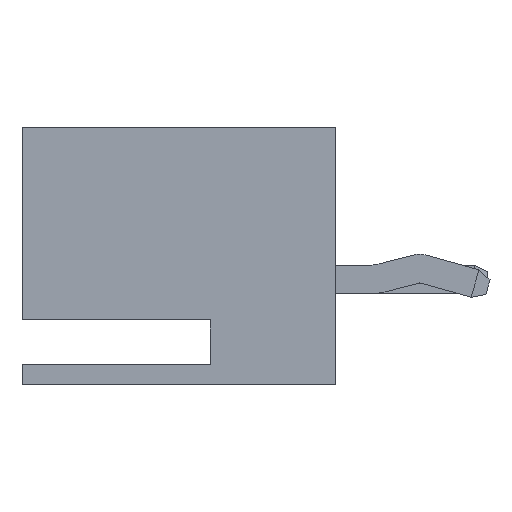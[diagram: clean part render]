
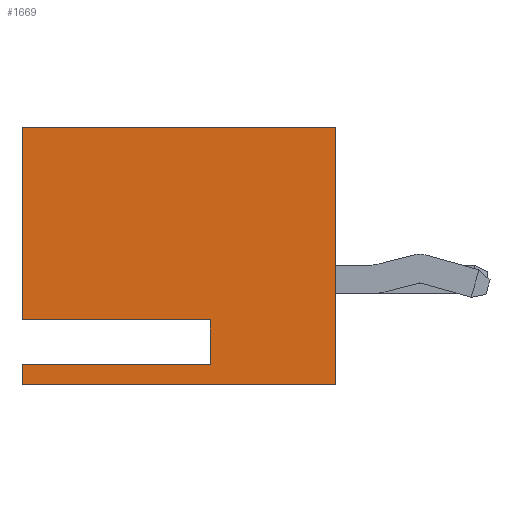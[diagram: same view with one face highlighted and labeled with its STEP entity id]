
A CAD part, left-side view. The second image highlights one B-rep face of the part: STEP entity #1669.
In plain terms, the highlighted planar face has unit normal (-1, 0, 0).
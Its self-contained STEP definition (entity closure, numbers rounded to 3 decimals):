
#55 = PLANE('',#56);
#56 = AXIS2_PLACEMENT_3D('',#57,#58,#59);
#57 = CARTESIAN_POINT('',(0.,0.,-2.875));
#58 = DIRECTION('',(0.,0.,1.));
#59 = DIRECTION('',(1.,0.,-0.));
#192 = VERTEX_POINT('',#193);
#193 = CARTESIAN_POINT('',(-5.,3.5,-2.875));
#207 = PLANE('',#208);
#208 = AXIS2_PLACEMENT_3D('',#209,#210,#211);
#209 = CARTESIAN_POINT('',(5.,3.5,-2.875));
#210 = DIRECTION('',(0.,1.,0.));
#211 = DIRECTION('',(-1.,0.,0.));
#219 = EDGE_CURVE('',#192,#220,#222,.T.);
#220 = VERTEX_POINT('',#221);
#221 = CARTESIAN_POINT('',(-5.,-3.5,-2.875));
#222 = SURFACE_CURVE('',#223,(#227,#234),.PCURVE_S1.);
#223 = LINE('',#224,#225);
#224 = CARTESIAN_POINT('',(-5.,3.5,-2.875));
#225 = VECTOR('',#226,1.);
#226 = DIRECTION('',(0.,-1.,0.));
#227 = PCURVE('',#55,#228);
#228 = DEFINITIONAL_REPRESENTATION('',(#229),#233);
#229 = LINE('',#230,#231);
#230 = CARTESIAN_POINT('',(-5.,3.5));
#231 = VECTOR('',#232,1.);
#232 = DIRECTION('',(0.,-1.));
#233 = ( GEOMETRIC_REPRESENTATION_CONTEXT(2) 
PARAMETRIC_REPRESENTATION_CONTEXT() REPRESENTATION_CONTEXT('2D SPACE',''
  ) );
#234 = PCURVE('',#235,#240);
#235 = PLANE('',#236);
#236 = AXIS2_PLACEMENT_3D('',#237,#238,#239);
#237 = CARTESIAN_POINT('',(-5.,3.5,-2.875));
#238 = DIRECTION('',(-1.,0.,0.));
#239 = DIRECTION('',(0.,-1.,0.));
#240 = DEFINITIONAL_REPRESENTATION('',(#241),#245);
#241 = LINE('',#242,#243);
#242 = CARTESIAN_POINT('',(0.,0.));
#243 = VECTOR('',#244,1.);
#244 = DIRECTION('',(1.,0.));
#245 = ( GEOMETRIC_REPRESENTATION_CONTEXT(2) 
PARAMETRIC_REPRESENTATION_CONTEXT() REPRESENTATION_CONTEXT('2D SPACE',''
  ) );
#263 = PLANE('',#264);
#264 = AXIS2_PLACEMENT_3D('',#265,#266,#267);
#265 = CARTESIAN_POINT('',(-5.,-3.5,-2.875));
#266 = DIRECTION('',(0.,-1.,0.));
#267 = DIRECTION('',(1.,0.,0.));
#904 = PLANE('',#905);
#905 = AXIS2_PLACEMENT_3D('',#906,#907,#908);
#906 = CARTESIAN_POINT('',(4.7,3.5,-2.425));
#907 = DIRECTION('',(0.,0.,-1.));
#908 = DIRECTION('',(-1.,0.,0.));
#951 = PLANE('',#952);
#952 = AXIS2_PLACEMENT_3D('',#953,#954,#955);
#953 = CARTESIAN_POINT('',(5.,3.5,-2.875));
#954 = DIRECTION('',(0.,1.,0.));
#955 = DIRECTION('',(-1.,0.,0.));
#999 = VERTEX_POINT('',#1000);
#1000 = CARTESIAN_POINT('',(-5.,3.5,2.875));
#1014 = PLANE('',#1015);
#1015 = AXIS2_PLACEMENT_3D('',#1016,#1017,#1018);
#1016 = CARTESIAN_POINT('',(0.,0.,2.875));
#1017 = DIRECTION('',(0.,0.,1.));
#1018 = DIRECTION('',(1.,0.,-0.));
#1026 = EDGE_CURVE('',#1027,#999,#1029,.T.);
#1027 = VERTEX_POINT('',#1028);
#1028 = CARTESIAN_POINT('',(-5.,3.5,-1.425));
#1029 = SURFACE_CURVE('',#1030,(#1034,#1041),.PCURVE_S1.);
#1030 = LINE('',#1031,#1032);
#1031 = CARTESIAN_POINT('',(-5.,3.5,-1.425));
#1032 = VECTOR('',#1033,1.);
#1033 = DIRECTION('',(0.,0.,1.));
#1034 = PCURVE('',#951,#1035);
#1035 = DEFINITIONAL_REPRESENTATION('',(#1036),#1040);
#1036 = LINE('',#1037,#1038);
#1037 = CARTESIAN_POINT('',(10.,1.45));
#1038 = VECTOR('',#1039,1.);
#1039 = DIRECTION('',(0.,1.));
#1040 = ( GEOMETRIC_REPRESENTATION_CONTEXT(2) 
PARAMETRIC_REPRESENTATION_CONTEXT() REPRESENTATION_CONTEXT('2D SPACE',''
  ) );
#1041 = PCURVE('',#235,#1042);
#1042 = DEFINITIONAL_REPRESENTATION('',(#1043),#1047);
#1043 = LINE('',#1044,#1045);
#1044 = CARTESIAN_POINT('',(0.,1.45));
#1045 = VECTOR('',#1046,1.);
#1046 = DIRECTION('',(0.,1.));
#1047 = ( GEOMETRIC_REPRESENTATION_CONTEXT(2) 
PARAMETRIC_REPRESENTATION_CONTEXT() REPRESENTATION_CONTEXT('2D SPACE',''
  ) );
#1065 = PLANE('',#1066);
#1066 = AXIS2_PLACEMENT_3D('',#1067,#1068,#1069);
#1067 = CARTESIAN_POINT('',(5.,3.5,-1.425));
#1068 = DIRECTION('',(0.,0.,1.));
#1069 = DIRECTION('',(0.,-1.,0.));
#1291 = VERTEX_POINT('',#1292);
#1292 = CARTESIAN_POINT('',(-5.,3.5,-2.425));
#1313 = EDGE_CURVE('',#192,#1291,#1314,.T.);
#1314 = SURFACE_CURVE('',#1315,(#1319,#1326),.PCURVE_S1.);
#1315 = LINE('',#1316,#1317);
#1316 = CARTESIAN_POINT('',(-5.,3.5,-2.875));
#1317 = VECTOR('',#1318,1.);
#1318 = DIRECTION('',(0.,0.,1.));
#1319 = PCURVE('',#207,#1320);
#1320 = DEFINITIONAL_REPRESENTATION('',(#1321),#1325);
#1321 = LINE('',#1322,#1323);
#1322 = CARTESIAN_POINT('',(10.,0.));
#1323 = VECTOR('',#1324,1.);
#1324 = DIRECTION('',(0.,1.));
#1325 = ( GEOMETRIC_REPRESENTATION_CONTEXT(2) 
PARAMETRIC_REPRESENTATION_CONTEXT() REPRESENTATION_CONTEXT('2D SPACE',''
  ) );
#1326 = PCURVE('',#235,#1327);
#1327 = DEFINITIONAL_REPRESENTATION('',(#1328),#1332);
#1328 = LINE('',#1329,#1330);
#1329 = CARTESIAN_POINT('',(0.,0.));
#1330 = VECTOR('',#1331,1.);
#1331 = DIRECTION('',(0.,1.));
#1332 = ( GEOMETRIC_REPRESENTATION_CONTEXT(2) 
PARAMETRIC_REPRESENTATION_CONTEXT() REPRESENTATION_CONTEXT('2D SPACE',''
  ) );
#1465 = EDGE_CURVE('',#1027,#1466,#1468,.T.);
#1466 = VERTEX_POINT('',#1467);
#1467 = CARTESIAN_POINT('',(-5.,-0.7,-1.425));
#1468 = SURFACE_CURVE('',#1469,(#1473,#1480),.PCURVE_S1.);
#1469 = LINE('',#1470,#1471);
#1470 = CARTESIAN_POINT('',(-5.,3.5,-1.425));
#1471 = VECTOR('',#1472,1.);
#1472 = DIRECTION('',(0.,-1.,0.));
#1473 = PCURVE('',#1065,#1474);
#1474 = DEFINITIONAL_REPRESENTATION('',(#1475),#1479);
#1475 = LINE('',#1476,#1477);
#1476 = CARTESIAN_POINT('',(0.,-10.));
#1477 = VECTOR('',#1478,1.);
#1478 = DIRECTION('',(1.,0.));
#1479 = ( GEOMETRIC_REPRESENTATION_CONTEXT(2) 
PARAMETRIC_REPRESENTATION_CONTEXT() REPRESENTATION_CONTEXT('2D SPACE',''
  ) );
#1480 = PCURVE('',#235,#1481);
#1481 = DEFINITIONAL_REPRESENTATION('',(#1482),#1486);
#1482 = LINE('',#1483,#1484);
#1483 = CARTESIAN_POINT('',(0.,1.45));
#1484 = VECTOR('',#1485,1.);
#1485 = DIRECTION('',(1.,0.));
#1486 = ( GEOMETRIC_REPRESENTATION_CONTEXT(2) 
PARAMETRIC_REPRESENTATION_CONTEXT() REPRESENTATION_CONTEXT('2D SPACE',''
  ) );
#1504 = PLANE('',#1505);
#1505 = AXIS2_PLACEMENT_3D('',#1506,#1507,#1508);
#1506 = CARTESIAN_POINT('',(5.,-0.7,-1.425));
#1507 = DIRECTION('',(0.,-1.,0.));
#1508 = DIRECTION('',(0.,0.,-1.));
#1669 = ADVANCED_FACE('',(#1670),#235,.T.);
#1670 = FACE_BOUND('',#1671,.F.);
#1671 = EDGE_LOOP('',(#1672,#1673,#1674,#1697,#1718,#1719,#1720,#1743));
#1672 = ORIENTED_EDGE('',*,*,#1465,.F.);
#1673 = ORIENTED_EDGE('',*,*,#1026,.T.);
#1674 = ORIENTED_EDGE('',*,*,#1675,.T.);
#1675 = EDGE_CURVE('',#999,#1676,#1678,.T.);
#1676 = VERTEX_POINT('',#1677);
#1677 = CARTESIAN_POINT('',(-5.,-3.5,2.875));
#1678 = SURFACE_CURVE('',#1679,(#1683,#1690),.PCURVE_S1.);
#1679 = LINE('',#1680,#1681);
#1680 = CARTESIAN_POINT('',(-5.,3.5,2.875));
#1681 = VECTOR('',#1682,1.);
#1682 = DIRECTION('',(0.,-1.,0.));
#1683 = PCURVE('',#235,#1684);
#1684 = DEFINITIONAL_REPRESENTATION('',(#1685),#1689);
#1685 = LINE('',#1686,#1687);
#1686 = CARTESIAN_POINT('',(0.,5.75));
#1687 = VECTOR('',#1688,1.);
#1688 = DIRECTION('',(1.,0.));
#1689 = ( GEOMETRIC_REPRESENTATION_CONTEXT(2) 
PARAMETRIC_REPRESENTATION_CONTEXT() REPRESENTATION_CONTEXT('2D SPACE',''
  ) );
#1690 = PCURVE('',#1014,#1691);
#1691 = DEFINITIONAL_REPRESENTATION('',(#1692),#1696);
#1692 = LINE('',#1693,#1694);
#1693 = CARTESIAN_POINT('',(-5.,3.5));
#1694 = VECTOR('',#1695,1.);
#1695 = DIRECTION('',(0.,-1.));
#1696 = ( GEOMETRIC_REPRESENTATION_CONTEXT(2) 
PARAMETRIC_REPRESENTATION_CONTEXT() REPRESENTATION_CONTEXT('2D SPACE',''
  ) );
#1697 = ORIENTED_EDGE('',*,*,#1698,.F.);
#1698 = EDGE_CURVE('',#220,#1676,#1699,.T.);
#1699 = SURFACE_CURVE('',#1700,(#1704,#1711),.PCURVE_S1.);
#1700 = LINE('',#1701,#1702);
#1701 = CARTESIAN_POINT('',(-5.,-3.5,-2.875));
#1702 = VECTOR('',#1703,1.);
#1703 = DIRECTION('',(0.,0.,1.));
#1704 = PCURVE('',#235,#1705);
#1705 = DEFINITIONAL_REPRESENTATION('',(#1706),#1710);
#1706 = LINE('',#1707,#1708);
#1707 = CARTESIAN_POINT('',(7.,0.));
#1708 = VECTOR('',#1709,1.);
#1709 = DIRECTION('',(0.,1.));
#1710 = ( GEOMETRIC_REPRESENTATION_CONTEXT(2) 
PARAMETRIC_REPRESENTATION_CONTEXT() REPRESENTATION_CONTEXT('2D SPACE',''
  ) );
#1711 = PCURVE('',#263,#1712);
#1712 = DEFINITIONAL_REPRESENTATION('',(#1713),#1717);
#1713 = LINE('',#1714,#1715);
#1714 = CARTESIAN_POINT('',(0.,0.));
#1715 = VECTOR('',#1716,1.);
#1716 = DIRECTION('',(0.,1.));
#1717 = ( GEOMETRIC_REPRESENTATION_CONTEXT(2) 
PARAMETRIC_REPRESENTATION_CONTEXT() REPRESENTATION_CONTEXT('2D SPACE',''
  ) );
#1718 = ORIENTED_EDGE('',*,*,#219,.F.);
#1719 = ORIENTED_EDGE('',*,*,#1313,.T.);
#1720 = ORIENTED_EDGE('',*,*,#1721,.T.);
#1721 = EDGE_CURVE('',#1291,#1722,#1724,.T.);
#1722 = VERTEX_POINT('',#1723);
#1723 = CARTESIAN_POINT('',(-5.,-0.7,-2.425));
#1724 = SURFACE_CURVE('',#1725,(#1729,#1736),.PCURVE_S1.);
#1725 = LINE('',#1726,#1727);
#1726 = CARTESIAN_POINT('',(-5.,3.5,-2.425));
#1727 = VECTOR('',#1728,1.);
#1728 = DIRECTION('',(0.,-1.,0.));
#1729 = PCURVE('',#235,#1730);
#1730 = DEFINITIONAL_REPRESENTATION('',(#1731),#1735);
#1731 = LINE('',#1732,#1733);
#1732 = CARTESIAN_POINT('',(0.,0.45));
#1733 = VECTOR('',#1734,1.);
#1734 = DIRECTION('',(1.,0.));
#1735 = ( GEOMETRIC_REPRESENTATION_CONTEXT(2) 
PARAMETRIC_REPRESENTATION_CONTEXT() REPRESENTATION_CONTEXT('2D SPACE',''
  ) );
#1736 = PCURVE('',#904,#1737);
#1737 = DEFINITIONAL_REPRESENTATION('',(#1738),#1742);
#1738 = LINE('',#1739,#1740);
#1739 = CARTESIAN_POINT('',(9.7,0.));
#1740 = VECTOR('',#1741,1.);
#1741 = DIRECTION('',(0.,-1.));
#1742 = ( GEOMETRIC_REPRESENTATION_CONTEXT(2) 
PARAMETRIC_REPRESENTATION_CONTEXT() REPRESENTATION_CONTEXT('2D SPACE',''
  ) );
#1743 = ORIENTED_EDGE('',*,*,#1744,.F.);
#1744 = EDGE_CURVE('',#1466,#1722,#1745,.T.);
#1745 = SURFACE_CURVE('',#1746,(#1750,#1757),.PCURVE_S1.);
#1746 = LINE('',#1747,#1748);
#1747 = CARTESIAN_POINT('',(-5.,-0.7,-1.425));
#1748 = VECTOR('',#1749,1.);
#1749 = DIRECTION('',(0.,0.,-1.));
#1750 = PCURVE('',#235,#1751);
#1751 = DEFINITIONAL_REPRESENTATION('',(#1752),#1756);
#1752 = LINE('',#1753,#1754);
#1753 = CARTESIAN_POINT('',(4.2,1.45));
#1754 = VECTOR('',#1755,1.);
#1755 = DIRECTION('',(0.,-1.));
#1756 = ( GEOMETRIC_REPRESENTATION_CONTEXT(2) 
PARAMETRIC_REPRESENTATION_CONTEXT() REPRESENTATION_CONTEXT('2D SPACE',''
  ) );
#1757 = PCURVE('',#1504,#1758);
#1758 = DEFINITIONAL_REPRESENTATION('',(#1759),#1763);
#1759 = LINE('',#1760,#1761);
#1760 = CARTESIAN_POINT('',(0.,-10.));
#1761 = VECTOR('',#1762,1.);
#1762 = DIRECTION('',(1.,0.));
#1763 = ( GEOMETRIC_REPRESENTATION_CONTEXT(2) 
PARAMETRIC_REPRESENTATION_CONTEXT() REPRESENTATION_CONTEXT('2D SPACE',''
  ) );
